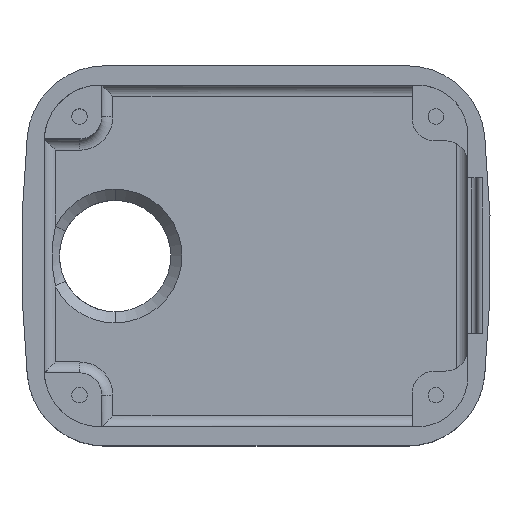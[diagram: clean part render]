
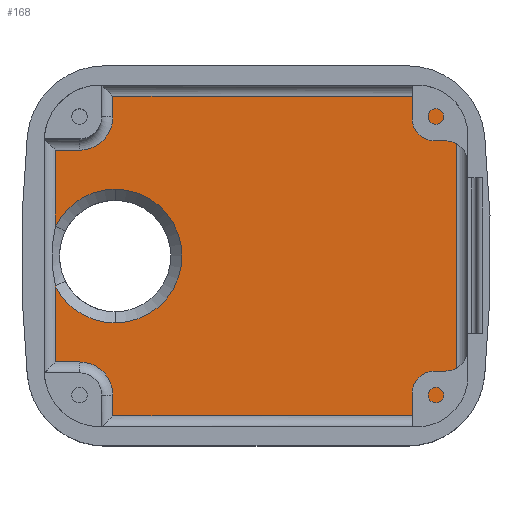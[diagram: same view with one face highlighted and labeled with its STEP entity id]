
A CAD part, top view. The second image highlights one B-rep face of the part: STEP entity #168.
In plain terms, the highlighted face is planar.
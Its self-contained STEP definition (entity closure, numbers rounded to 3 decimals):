
#42 = DIRECTION ( 'NONE',  ( 0., 1., 0. ) ) ;
#87 = EDGE_CURVE ( 'NONE', #2852, #2960, #5029, .T. ) ;
#99 = ORIENTED_EDGE ( 'NONE', *, *, #2454, .T. ) ;
#119 = LINE ( 'NONE', #1467, #5656 ) ;
#138 = VERTEX_POINT ( 'NONE', #5450 ) ;
#168 = ADVANCED_FACE ( 'NONE', ( #193 ), #2141, .F. ) ;
#193 = FACE_OUTER_BOUND ( 'NONE', #673, .T. ) ;
#335 = CARTESIAN_POINT ( 'NONE',  ( -16.1, 14., -9.5 ) ) ;
#350 = VECTOR ( 'NONE', #5688, 1000. ) ;
#386 = CARTESIAN_POINT ( 'NONE',  ( -12.9, 14., 6. ) ) ;
#422 = ORIENTED_EDGE ( 'NONE', *, *, #3112, .T. ) ;
#432 = CARTESIAN_POINT ( 'NONE',  ( -16.1, 14., 12.5 ) ) ;
#437 = VERTEX_POINT ( 'NONE', #1848 ) ;
#500 = CARTESIAN_POINT ( 'NONE',  ( -12.9, 14., 0. ) ) ;
#510 = DIRECTION ( 'NONE',  ( 0., -1., 0. ) ) ;
#662 = AXIS2_PLACEMENT_3D ( 'NONE', #2891, #2956, #1154 ) ;
#673 = EDGE_LOOP ( 'NONE', ( #4902, #4892, #4969, #422, #899, #2263, #3828, #5170, #2488, #941, #2972, #5432, #99, #3392, #3543, #2535 ) ) ;
#681 = CARTESIAN_POINT ( 'NONE',  ( 17.755, 14., -10.84 ) ) ;
#708 = AXIS2_PLACEMENT_3D ( 'NONE', #5379, #510, #1401 ) ;
#716 = AXIS2_PLACEMENT_3D ( 'NONE', #432, #904, #3243 ) ;
#871 = EDGE_CURVE ( 'NONE', #2960, #5623, #2336, .T. ) ;
#879 = EDGE_CURVE ( 'NONE', #4059, #3259, #4768, .T. ) ;
#899 = ORIENTED_EDGE ( 'NONE', *, *, #1236, .T. ) ;
#904 = DIRECTION ( 'NONE',  ( 0., 1., 0. ) ) ;
#932 = AXIS2_PLACEMENT_3D ( 'NONE', #4711, #1218, #3165 ) ;
#941 = ORIENTED_EDGE ( 'NONE', *, *, #871, .T. ) ;
#1071 = AXIS2_PLACEMENT_3D ( 'NONE', #500, #42, #1421 ) ;
#1154 = DIRECTION ( 'NONE',  ( 0., 0., 1. ) ) ;
#1158 = DIRECTION ( 'NONE',  ( 0., 0., 1. ) ) ;
#1218 = DIRECTION ( 'NONE',  ( 0., 1., 0. ) ) ;
#1236 = EDGE_CURVE ( 'NONE', #5931, #5374, #4718, .T. ) ;
#1271 = AXIS2_PLACEMENT_3D ( 'NONE', #4189, #2759, #1388 ) ;
#1388 = DIRECTION ( 'NONE',  ( 0., 0., 1. ) ) ;
#1401 = DIRECTION ( 'NONE',  ( 0., 0., 1. ) ) ;
#1421 = DIRECTION ( 'NONE',  ( 0., 0., 1. ) ) ;
#1467 = CARTESIAN_POINT ( 'NONE',  ( -19.262, 14., 9.5 ) ) ;
#1501 = EDGE_CURVE ( 'NONE', #5623, #4597, #4019, .T. ) ;
#1639 = VERTEX_POINT ( 'NONE', #386 ) ;
#1848 = CARTESIAN_POINT ( 'NONE',  ( -16.1, 14., 9.5 ) ) ;
#1869 = CARTESIAN_POINT ( 'NONE',  ( 14.255, 14., 14.33 ) ) ;
#1972 = EDGE_CURVE ( 'NONE', #3903, #5825, #6195, .T. ) ;
#2012 = DIRECTION ( 'NONE',  ( -1., 0., 0. ) ) ;
#2036 = VECTOR ( 'NONE', #5950, 1000. ) ;
#2141 = PLANE ( 'NONE',  #3362 ) ;
#2204 = LINE ( 'NONE', #3604, #3113 ) ;
#2211 = EDGE_CURVE ( 'NONE', #437, #4059, #119, .T. ) ;
#2249 = DIRECTION ( 'NONE',  ( 0., 1., 0. ) ) ;
#2263 = ORIENTED_EDGE ( 'NONE', *, *, #3039, .T. ) ;
#2281 = LINE ( 'NONE', #6147, #350 ) ;
#2330 = CARTESIAN_POINT ( 'NONE',  ( -13.1, 14., 12.5 ) ) ;
#2336 = CIRCLE ( 'NONE', #708, 3.5 ) ;
#2387 = CARTESIAN_POINT ( 'NONE',  ( 14.255, 14., 14.33 ) ) ;
#2454 = EDGE_CURVE ( 'NONE', #2540, #3903, #4228, .T. ) ;
#2459 = DIRECTION ( 'NONE',  ( 0., 0., -1. ) ) ;
#2488 = ORIENTED_EDGE ( 'NONE', *, *, #87, .T. ) ;
#2531 = CARTESIAN_POINT ( 'NONE',  ( 14.255, 14., -10.84 ) ) ;
#2535 = ORIENTED_EDGE ( 'NONE', *, *, #2211, .T. ) ;
#2540 = VERTEX_POINT ( 'NONE', #1869 ) ;
#2546 = CIRCLE ( 'NONE', #716, 3. ) ;
#2572 = CARTESIAN_POINT ( 'NONE',  ( -18.265, 14., 9.5 ) ) ;
#2620 = CARTESIAN_POINT ( 'NONE',  ( 14.255, 14., -14.34 ) ) ;
#2741 = DIRECTION ( 'NONE',  ( 0., 0., -1. ) ) ;
#2759 = DIRECTION ( 'NONE',  ( 0., -1., 0. ) ) ;
#2852 = VERTEX_POINT ( 'NONE', #5046 ) ;
#2891 = CARTESIAN_POINT ( 'NONE',  ( -12.9, 14., 0. ) ) ;
#2913 = EDGE_CURVE ( 'NONE', #3259, #1639, #6135, .T. ) ;
#2956 = DIRECTION ( 'NONE',  ( 0., 1., 0. ) ) ;
#2960 = VERTEX_POINT ( 'NONE', #5720 ) ;
#2965 = CARTESIAN_POINT ( 'NONE',  ( -18.265, 14., -9.5 ) ) ;
#2972 = ORIENTED_EDGE ( 'NONE', *, *, #1501, .T. ) ;
#3001 = EDGE_CURVE ( 'NONE', #4597, #2540, #4325, .T. ) ;
#3039 = EDGE_CURVE ( 'NONE', #5374, #4295, #2281, .T. ) ;
#3076 = EDGE_CURVE ( 'NONE', #1639, #138, #3818, .T. ) ;
#3112 = EDGE_CURVE ( 'NONE', #138, #5931, #3614, .T. ) ;
#3113 = VECTOR ( 'NONE', #2741, 1000. ) ;
#3165 = DIRECTION ( 'NONE',  ( 0., 0., 1. ) ) ;
#3169 = CARTESIAN_POINT ( 'NONE',  ( 17.755, 14., 10.83 ) ) ;
#3243 = DIRECTION ( 'NONE',  ( 0., 0., 1. ) ) ;
#3259 = VERTEX_POINT ( 'NONE', #4676 ) ;
#3302 = EDGE_CURVE ( 'NONE', #3424, #2852, #2204, .T. ) ;
#3362 = AXIS2_PLACEMENT_3D ( 'NONE', #2531, #4080, #6014 ) ;
#3392 = ORIENTED_EDGE ( 'NONE', *, *, #1972, .T. ) ;
#3424 = VERTEX_POINT ( 'NONE', #4300 ) ;
#3543 = ORIENTED_EDGE ( 'NONE', *, *, #4303, .T. ) ;
#3604 = CARTESIAN_POINT ( 'NONE',  ( -13.1, 14., -15.34 ) ) ;
#3614 = CIRCLE ( 'NONE', #662, 6. ) ;
#3748 = DIRECTION ( 'NONE',  ( -1., 0., 0. ) ) ;
#3771 = CARTESIAN_POINT ( 'NONE',  ( -18.265, 14., -10.84 ) ) ;
#3818 = CIRCLE ( 'NONE', #1071, 6. ) ;
#3828 = ORIENTED_EDGE ( 'NONE', *, *, #5906, .T. ) ;
#3903 = VERTEX_POINT ( 'NONE', #5177 ) ;
#3932 = CARTESIAN_POINT ( 'NONE',  ( 17.755, 14., -10.84 ) ) ;
#4019 = LINE ( 'NONE', #681, #5954 ) ;
#4059 = VERTEX_POINT ( 'NONE', #2572 ) ;
#4080 = DIRECTION ( 'NONE',  ( 0., 1., 0. ) ) ;
#4189 = CARTESIAN_POINT ( 'NONE',  ( 14.255, 14., 10.83 ) ) ;
#4228 = LINE ( 'NONE', #2387, #5449 ) ;
#4295 = VERTEX_POINT ( 'NONE', #335 ) ;
#4300 = CARTESIAN_POINT ( 'NONE',  ( -13.1, 14., -12.5 ) ) ;
#4303 = EDGE_CURVE ( 'NONE', #5825, #437, #2546, .T. ) ;
#4325 = CIRCLE ( 'NONE', #1271, 3.5 ) ;
#4493 = CIRCLE ( 'NONE', #932, 3. ) ;
#4597 = VERTEX_POINT ( 'NONE', #3169 ) ;
#4676 = CARTESIAN_POINT ( 'NONE',  ( -18.265, 14., 2.686 ) ) ;
#4711 = CARTESIAN_POINT ( 'NONE',  ( -16.1, 14., -12.5 ) ) ;
#4718 = LINE ( 'NONE', #3771, #6112 ) ;
#4768 = LINE ( 'NONE', #5823, #5285 ) ;
#4851 = DIRECTION ( 'NONE',  ( 0., 0., -1. ) ) ;
#4892 = ORIENTED_EDGE ( 'NONE', *, *, #2913, .T. ) ;
#4902 = ORIENTED_EDGE ( 'NONE', *, *, #879, .T. ) ;
#4969 = ORIENTED_EDGE ( 'NONE', *, *, #3076, .T. ) ;
#5029 = LINE ( 'NONE', #2620, #2036 ) ;
#5046 = CARTESIAN_POINT ( 'NONE',  ( -13.1, 14., -14.34 ) ) ;
#5170 = ORIENTED_EDGE ( 'NONE', *, *, #3302, .T. ) ;
#5171 = DIRECTION ( 'NONE',  ( 0., 0., 1. ) ) ;
#5177 = CARTESIAN_POINT ( 'NONE',  ( -13.1, 14., 14.33 ) ) ;
#5285 = VECTOR ( 'NONE', #2459, 1000. ) ;
#5374 = VERTEX_POINT ( 'NONE', #2965 ) ;
#5379 = CARTESIAN_POINT ( 'NONE',  ( 14.255, 14., -10.84 ) ) ;
#5432 = ORIENTED_EDGE ( 'NONE', *, *, #3001, .T. ) ;
#5449 = VECTOR ( 'NONE', #3748, 1000. ) ;
#5450 = CARTESIAN_POINT ( 'NONE',  ( -12.9, 14., -6. ) ) ;
#5623 = VERTEX_POINT ( 'NONE', #3932 ) ;
#5642 = AXIS2_PLACEMENT_3D ( 'NONE', #6244, #2249, #5171 ) ;
#5656 = VECTOR ( 'NONE', #2012, 1000. ) ;
#5688 = DIRECTION ( 'NONE',  ( 1., 0., 0. ) ) ;
#5701 = DIRECTION ( 'NONE',  ( 0., 0., -1. ) ) ;
#5706 = CARTESIAN_POINT ( 'NONE',  ( -13.1, 14., 12.5 ) ) ;
#5720 = CARTESIAN_POINT ( 'NONE',  ( 14.255, 14., -14.34 ) ) ;
#5823 = CARTESIAN_POINT ( 'NONE',  ( -18.265, 14., -10.84 ) ) ;
#5825 = VERTEX_POINT ( 'NONE', #5706 ) ;
#5865 = CARTESIAN_POINT ( 'NONE',  ( -18.265, 14., -2.686 ) ) ;
#5906 = EDGE_CURVE ( 'NONE', #4295, #3424, #4493, .T. ) ;
#5931 = VERTEX_POINT ( 'NONE', #5865 ) ;
#5950 = DIRECTION ( 'NONE',  ( 1., 0., 0. ) ) ;
#5954 = VECTOR ( 'NONE', #1158, 1000. ) ;
#6014 = DIRECTION ( 'NONE',  ( 0., 0., 1. ) ) ;
#6112 = VECTOR ( 'NONE', #4851, 1000. ) ;
#6135 = CIRCLE ( 'NONE', #5642, 6. ) ;
#6147 = CARTESIAN_POINT ( 'NONE',  ( -16.1, 14., -9.5 ) ) ;
#6195 = LINE ( 'NONE', #2330, #6281 ) ;
#6244 = CARTESIAN_POINT ( 'NONE',  ( -12.9, 14., 0. ) ) ;
#6281 = VECTOR ( 'NONE', #5701, 1000. ) ;
